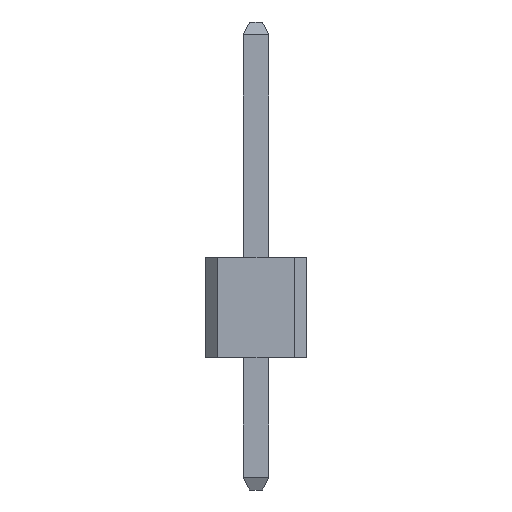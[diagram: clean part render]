
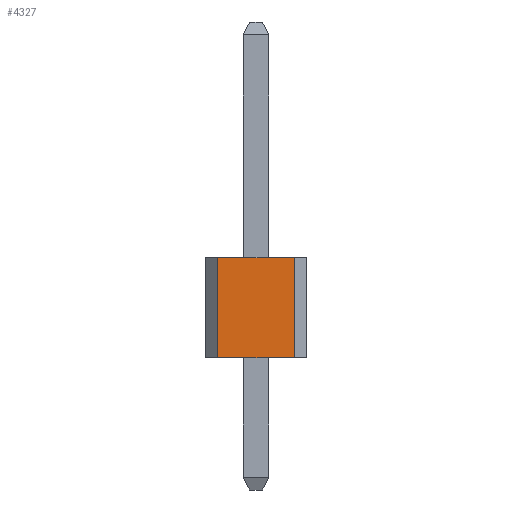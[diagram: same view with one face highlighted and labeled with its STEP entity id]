
A CAD part, left-side view. The second image highlights one B-rep face of the part: STEP entity #4327.
In plain terms, the highlighted planar face has unit normal (-1, 0, 0).
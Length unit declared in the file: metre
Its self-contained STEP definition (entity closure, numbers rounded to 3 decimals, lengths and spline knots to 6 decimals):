
#784=ORIENTED_EDGE('',*,*,#1596,.T.);
#785=ORIENTED_EDGE('',*,*,#1597,.T.);
#786=ORIENTED_EDGE('',*,*,#1598,.F.);
#787=ORIENTED_EDGE('',*,*,#1599,.T.);
#1596=EDGE_CURVE('',#2038,#2039,#2546,.T.);
#1597=EDGE_CURVE('',#2039,#2040,#2547,.T.);
#1598=EDGE_CURVE('',#2041,#2040,#2548,.T.);
#1599=EDGE_CURVE('',#2041,#2038,#2549,.T.);
#2038=VERTEX_POINT('',#6871);
#2039=VERTEX_POINT('',#6872);
#2040=VERTEX_POINT('',#6874);
#2041=VERTEX_POINT('',#6876);
#2546=LINE('',#6870,#3132);
#2547=LINE('',#6873,#3133);
#2548=LINE('',#6875,#3134);
#2549=LINE('',#6877,#3135);
#3132=VECTOR('',#5695,1.);
#3133=VECTOR('',#5696,1.);
#3134=VECTOR('',#5697,1.);
#3135=VECTOR('',#5698,1.);
#3535=EDGE_LOOP('',(#784,#785,#786,#787));
#3799=FACE_BOUND('',#3535,.T.);
#4063=PLANE('',#4844);
#4327=ADVANCED_FACE('',(#3799),#4063,.F.);
#4844=AXIS2_PLACEMENT_3D('',#6869,#5693,#5694);
#5693=DIRECTION('',(1.,0.,0.));
#5694=DIRECTION('',(0.,0.,-1.));
#5695=DIRECTION('',(0.,-1.,0.));
#5696=DIRECTION('',(0.,0.,1.));
#5697=DIRECTION('',(0.,-1.,0.));
#5698=DIRECTION('',(0.,0.,-1.));
#6869=CARTESIAN_POINT('',(-0.00127,0.,0.0025));
#6870=CARTESIAN_POINT('',(-0.00127,0.,0.));
#6871=CARTESIAN_POINT('',(-0.00127,0.00095,0.));
#6872=CARTESIAN_POINT('',(-0.00127,-0.00095,0.));
#6873=CARTESIAN_POINT('',(-0.00127,-0.00095,0.0025));
#6874=CARTESIAN_POINT('',(-0.00127,-0.00095,0.0025));
#6875=CARTESIAN_POINT('',(-0.00127,0.,0.0025));
#6876=CARTESIAN_POINT('',(-0.00127,0.00095,0.0025));
#6877=CARTESIAN_POINT('',(-0.00127,0.00095,0.));
